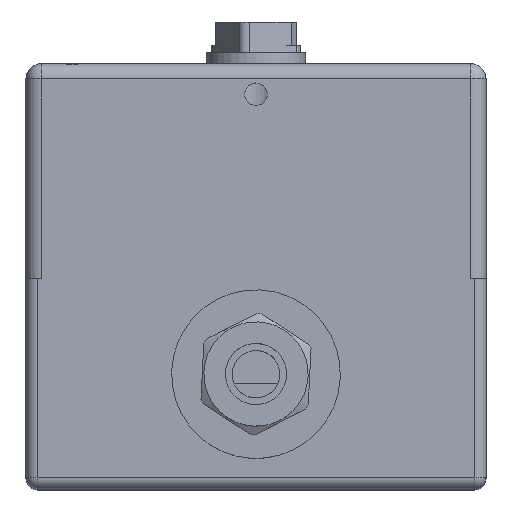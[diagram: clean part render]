
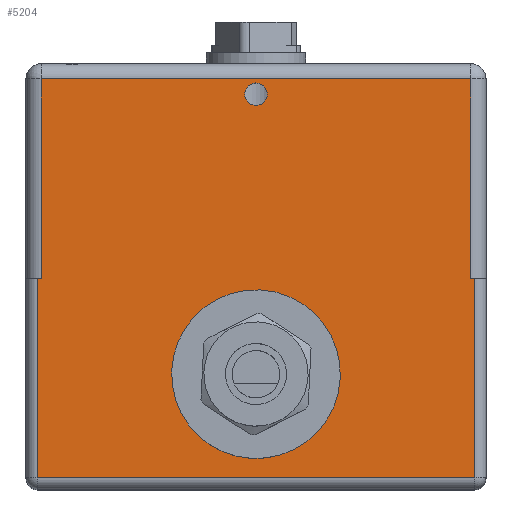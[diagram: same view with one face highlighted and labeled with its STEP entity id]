
A CAD part, top view. The second image highlights one B-rep face of the part: STEP entity #5204.
In plain terms, the highlighted planar face has unit normal (0, 0, 1).
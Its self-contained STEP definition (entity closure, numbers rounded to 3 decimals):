
#49=FACE_BOUND('',#1004,.T.);
#50=FACE_BOUND('',#1005,.T.);
#254=PLANE('',#5781);
#664=FACE_OUTER_BOUND('',#1003,.T.);
#1003=EDGE_LOOP('',(#4466,#4467,#4468,#4469,#4470,#4471,#4472,#4473));
#1004=EDGE_LOOP('',(#4474,#4475));
#1005=EDGE_LOOP('',(#4476));
#1372=LINE('',#8811,#1746);
#1374=LINE('',#8820,#1748);
#1396=LINE('',#8886,#1770);
#1397=LINE('',#8888,#1771);
#1398=LINE('',#8890,#1772);
#1399=LINE('',#8892,#1773);
#1400=LINE('',#8893,#1774);
#1401=LINE('',#8894,#1775);
#1746=VECTOR('',#7115,10.);
#1748=VECTOR('',#7123,10.);
#1770=VECTOR('',#7179,10.);
#1771=VECTOR('',#7180,10.);
#1772=VECTOR('',#7181,10.);
#1773=VECTOR('',#7182,10.);
#1774=VECTOR('',#7183,10.);
#1775=VECTOR('',#7184,10.);
#2080=CIRCLE('',#5782,11.);
#2081=CIRCLE('',#5783,11.);
#2082=CIRCLE('',#5784,1.475);
#2478=VERTEX_POINT('',#8804);
#2481=VERTEX_POINT('',#8809);
#2483=VERTEX_POINT('',#8814);
#2485=VERTEX_POINT('',#8818);
#2512=VERTEX_POINT('',#8885);
#2513=VERTEX_POINT('',#8887);
#2514=VERTEX_POINT('',#8889);
#2515=VERTEX_POINT('',#8891);
#2516=VERTEX_POINT('',#8895);
#2517=VERTEX_POINT('',#8896);
#2518=VERTEX_POINT('',#8899);
#3161=EDGE_CURVE('',#2481,#2478,#1372,.T.);
#3165=EDGE_CURVE('',#2483,#2485,#1374,.T.);
#3197=EDGE_CURVE('',#2483,#2512,#1396,.T.);
#3198=EDGE_CURVE('',#2513,#2485,#1397,.T.);
#3199=EDGE_CURVE('',#2514,#2513,#1398,.T.);
#3200=EDGE_CURVE('',#2515,#2514,#1399,.T.);
#3201=EDGE_CURVE('',#2478,#2515,#1400,.T.);
#3202=EDGE_CURVE('',#2481,#2512,#1401,.T.);
#3203=EDGE_CURVE('',#2516,#2517,#2080,.T.);
#3204=EDGE_CURVE('',#2517,#2516,#2081,.T.);
#3205=EDGE_CURVE('',#2518,#2518,#2082,.T.);
#4466=ORIENTED_EDGE('',*,*,#3197,.F.);
#4467=ORIENTED_EDGE('',*,*,#3165,.T.);
#4468=ORIENTED_EDGE('',*,*,#3198,.F.);
#4469=ORIENTED_EDGE('',*,*,#3199,.F.);
#4470=ORIENTED_EDGE('',*,*,#3200,.F.);
#4471=ORIENTED_EDGE('',*,*,#3201,.F.);
#4472=ORIENTED_EDGE('',*,*,#3161,.F.);
#4473=ORIENTED_EDGE('',*,*,#3202,.T.);
#4474=ORIENTED_EDGE('',*,*,#3203,.T.);
#4475=ORIENTED_EDGE('',*,*,#3204,.T.);
#4476=ORIENTED_EDGE('',*,*,#3205,.T.);
#5204=ADVANCED_FACE('',(#664,#49,#50),#254,.T.);
#5781=AXIS2_PLACEMENT_3D('',#8884,#7177,#7178);
#5782=AXIS2_PLACEMENT_3D('',#8897,#7185,#7186);
#5783=AXIS2_PLACEMENT_3D('',#8898,#7187,#7188);
#5784=AXIS2_PLACEMENT_3D('',#8900,#7189,#7190);
#7115=DIRECTION('',(1.,0.,0.));
#7123=DIRECTION('',(0.,1.,0.));
#7177=DIRECTION('center_axis',(0.,0.,
1.));
#7178=DIRECTION('ref_axis',(1.,0.,0.));
#7179=DIRECTION('',(-1.,0.,0.));
#7180=DIRECTION('',(1.,0.,0.));
#7181=DIRECTION('',(0.,-1.,0.));
#7182=DIRECTION('',(1.,0.,0.));
#7183=DIRECTION('',(0.,1.,0.));
#7184=DIRECTION('',(0.,-1.,0.));
#7185=DIRECTION('center_axis',(0.,0.,
-1.));
#7186=DIRECTION('ref_axis',(-0.999,0.051,0.));
#7187=DIRECTION('center_axis',(0.,0.,
-1.));
#7188=DIRECTION('ref_axis',(-0.999,0.051,0.));
#7189=DIRECTION('center_axis',(0.,0.,
-1.));
#7190=DIRECTION('ref_axis',(1.,0.,0.));
#8804=CARTESIAN_POINT('',(-28.,13.75,30.));
#8809=CARTESIAN_POINT('',(-28.5,13.75,30.));
#8811=CARTESIAN_POINT('',(28.5,13.75,30.));
#8814=CARTESIAN_POINT('',(28.5,-12.25,30.));
#8818=CARTESIAN_POINT('',(28.5,13.75,30.));
#8820=CARTESIAN_POINT('',(28.5,0.,30.));
#8884=CARTESIAN_POINT('Origin',(-28.5,0.,30.));
#8885=CARTESIAN_POINT('',(-28.5,-12.25,30.));
#8886=CARTESIAN_POINT('',(-14.25,-12.25,30.));
#8887=CARTESIAN_POINT('',(28.,13.75,30.));
#8888=CARTESIAN_POINT('',(28.5,13.75,30.));
#8889=CARTESIAN_POINT('',(28.,39.75,30.));
#8890=CARTESIAN_POINT('',(28.,41.75,30.));
#8891=CARTESIAN_POINT('',(-28.,39.75,30.));
#8892=CARTESIAN_POINT('',(15.,39.75,30.));
#8893=CARTESIAN_POINT('',(-28.,41.75,30.));
#8894=CARTESIAN_POINT('',(-28.5,0.,30.));
#8895=CARTESIAN_POINT('',(-10.986,1.81,30.));
#8896=CARTESIAN_POINT('',(10.986,0.69,30.));
#8897=CARTESIAN_POINT('Origin',(0.,1.25,
30.));
#8898=CARTESIAN_POINT('Origin',(0.,1.25,
30.));
#8899=CARTESIAN_POINT('',(-1.475,37.75,30.));
#8900=CARTESIAN_POINT('Origin',(0.,37.75,
30.));
